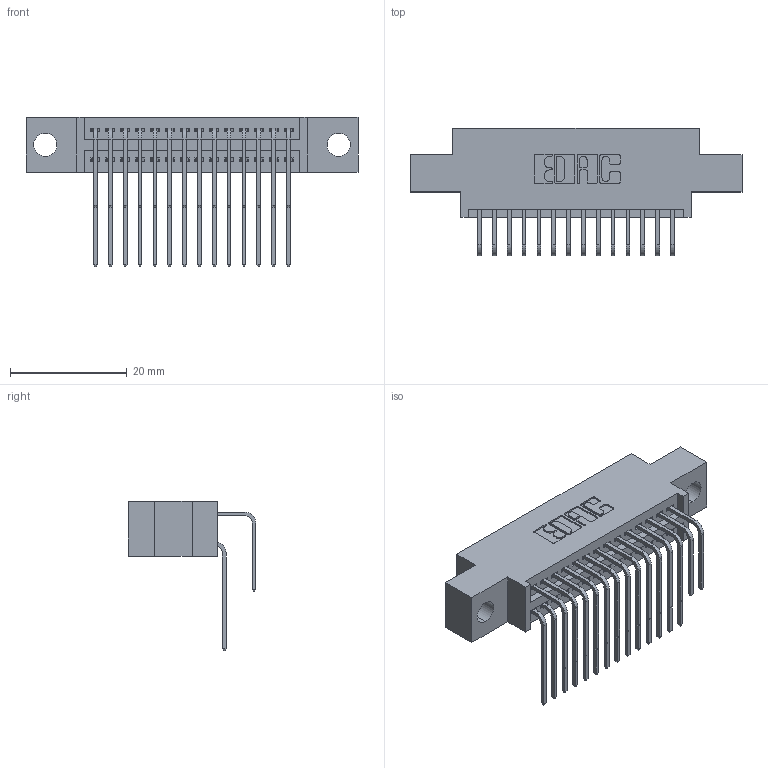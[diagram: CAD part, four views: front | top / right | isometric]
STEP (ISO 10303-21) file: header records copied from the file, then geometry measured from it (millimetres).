
FILE_DESCRIPTION (( 'STEP AP203' ), '1' );
FILE_NAME ('345-028-558-804.STEP', '2021-05-19T23:11:52', ( '' ), ( '' ), 'SwSTEP 2.0', 'SolidWorks 2020', '' );
FILE_SCHEMA (( 'CONFIG_CONTROL_DESIGN' ));
Length unit declared in the file: inch
Products named in the file (4): 345 Part_0.170 Offset - 0.156 Dia-TI; 345-292-001_558 559 Tail - 1; 345-028-558-804; 345-292-001_558 Tail - 2
Assembly tree (29 placements, depth 2):
  345-028-558-804
    345 Part_0.170 Offset - 0.156 Dia-TI
    345-292-001_558 559 Tail - 1  x14
    345-292-001_558 Tail - 2  x14
Bounding box: 56.77 x 21.83 x 25.53 mm (x, y, z)
Volume: 5196.9 mm3; surface area: 7894.2 mm2
Topology: 29 solids, 29 shells, 1600 faces, 4729 edges, 3114 vertices
Faces by surface type: plane 1078, cylinder 522
Entity records: 16957 total; most frequent: CARTESIAN_POINT 2921, ORIENTED_EDGE 2802, DIRECTION 2581, EDGE_CURVE 1401, LINE 1173, VECTOR 1173, VERTEX_POINT 930, AXIS2_PLACEMENT_3D 704
